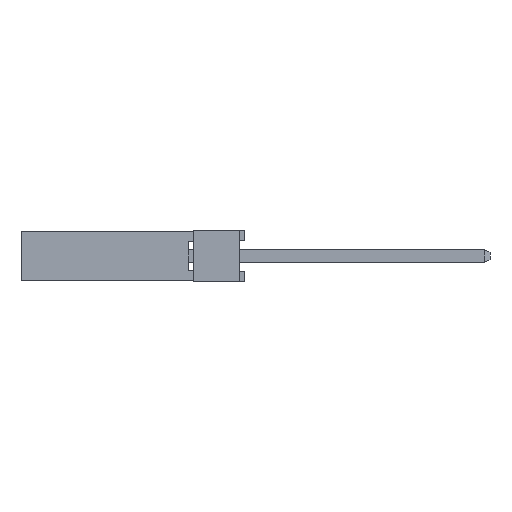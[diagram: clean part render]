
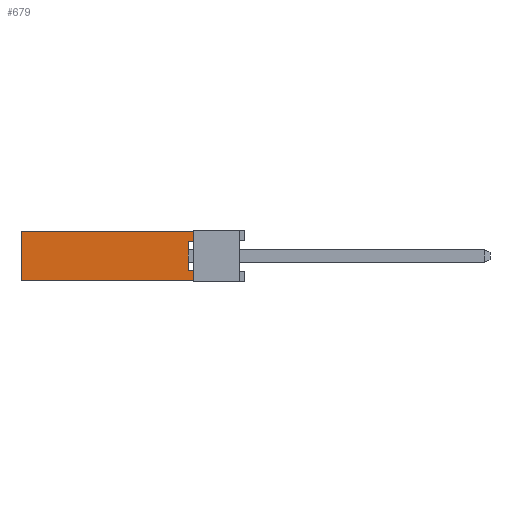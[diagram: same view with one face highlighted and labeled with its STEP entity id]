
A CAD part, left-side view. The second image highlights one B-rep face of the part: STEP entity #679.
In plain terms, the highlighted planar face has unit normal (-1, 0, 0).
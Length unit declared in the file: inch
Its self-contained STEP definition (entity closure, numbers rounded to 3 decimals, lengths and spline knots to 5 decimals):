
#679 = ADVANCED_FACE( '', ( #1785 ), #1786, .F. );
#1785 = FACE_OUTER_BOUND( '', #3365, .T. );
#1786 = PLANE( '', #3366 );
#3365 = EDGE_LOOP( '', ( #5236, #5237, #5238, #5239, #5240, #5241, #5242, #5243 ) );
#3366 = AXIS2_PLACEMENT_3D( '', #5244, #5245, #5246 );
#5236 = ORIENTED_EDGE( '', *, *, #9928, .T. );
#5237 = ORIENTED_EDGE( '', *, *, #9929, .T. );
#5238 = ORIENTED_EDGE( '', *, *, #9930, .F. );
#5239 = ORIENTED_EDGE( '', *, *, #9931, .F. );
#5240 = ORIENTED_EDGE( '', *, *, #9932, .T. );
#5241 = ORIENTED_EDGE( '', *, *, #9933, .T. );
#5242 = ORIENTED_EDGE( '', *, *, #9934, .T. );
#5243 = ORIENTED_EDGE( '', *, *, #9935, .T. );
#5244 = CARTESIAN_POINT( '', ( 0., 0.335, -0.0475 ) );
#5245 = DIRECTION( '', ( 1., 0., 0. ) );
#5246 = DIRECTION( '', ( 0., 0., -1. ) );
#9928 = EDGE_CURVE( '', #12069, #12070, #12071, .T. );
#9929 = EDGE_CURVE( '', #12070, #12072, #12073, .T. );
#9930 = EDGE_CURVE( '', #12074, #12072, #12075, .T. );
#9931 = EDGE_CURVE( '', #12076, #12074, #12077, .T. );
#9932 = EDGE_CURVE( '', #12076, #12078, #12079, .T. );
#9933 = EDGE_CURVE( '', #12078, #12080, #12081, .T. );
#9934 = EDGE_CURVE( '', #12080, #12082, #12083, .T. );
#9935 = EDGE_CURVE( '', #12082, #12069, #12084, .T. );
#12069 = VERTEX_POINT( '', #15130 );
#12070 = VERTEX_POINT( '', #15131 );
#12071 = LINE( '', #15132, #15133 );
#12072 = VERTEX_POINT( '', #15134 );
#12073 = LINE( '', #15135, #15136 );
#12074 = VERTEX_POINT( '', #15137 );
#12075 = LINE( '', #15138, #15139 );
#12076 = VERTEX_POINT( '', #15140 );
#12077 = LINE( '', #15141, #15142 );
#12078 = VERTEX_POINT( '', #15143 );
#12079 = LINE( '', #15144, #15145 );
#12080 = VERTEX_POINT( '', #15146 );
#12081 = LINE( '', #15147, #15148 );
#12082 = VERTEX_POINT( '', #15149 );
#12083 = LINE( '', #15150, #15151 );
#12084 = LINE( '', #15152, #15153 );
#15130 = CARTESIAN_POINT( '', ( 0., 0.01, 0.0275 ) );
#15131 = CARTESIAN_POINT( '', ( 0., 0., 0.0275 ) );
#15132 = CARTESIAN_POINT( '', ( 0., 0.01, 0.0275 ) );
#15133 = VECTOR( '', #18784, 39.37008 );
#15134 = CARTESIAN_POINT( '', ( 0., 0., 0.0475 ) );
#15135 = CARTESIAN_POINT( '', ( 0., 0., -0.0475 ) );
#15136 = VECTOR( '', #18785, 39.37008 );
#15137 = CARTESIAN_POINT( '', ( 0., 0.335, 0.0475 ) );
#15138 = CARTESIAN_POINT( '', ( 0., 0.335, 0.0475 ) );
#15139 = VECTOR( '', #18786, 39.37008 );
#15140 = CARTESIAN_POINT( '', ( 0., 0.335, -0.0475 ) );
#15141 = CARTESIAN_POINT( '', ( 0., 0.335, -0.0475 ) );
#15142 = VECTOR( '', #18787, 39.37008 );
#15143 = CARTESIAN_POINT( '', ( 0., 0., -0.0475 ) );
#15144 = CARTESIAN_POINT( '', ( 0., 0.335, -0.0475 ) );
#15145 = VECTOR( '', #18788, 39.37008 );
#15146 = CARTESIAN_POINT( '', ( 0., 0., -0.0275 ) );
#15147 = CARTESIAN_POINT( '', ( 0., 0., -0.0475 ) );
#15148 = VECTOR( '', #18789, 39.37008 );
#15149 = CARTESIAN_POINT( '', ( 0., 0.01, -0.0275 ) );
#15150 = CARTESIAN_POINT( '', ( 0., 0., -0.0275 ) );
#15151 = VECTOR( '', #18790, 39.37008 );
#15152 = CARTESIAN_POINT( '', ( 0., 0.01, -0.0275 ) );
#15153 = VECTOR( '', #18791, 39.37008 );
#18784 = DIRECTION( '', ( 0., -1., 0. ) );
#18785 = DIRECTION( '', ( 0., 0., 1. ) );
#18786 = DIRECTION( '', ( 0., -1., 0. ) );
#18787 = DIRECTION( '', ( 0., 0., 1. ) );
#18788 = DIRECTION( '', ( 0., -1., 0. ) );
#18789 = DIRECTION( '', ( 0., 0., 1. ) );
#18790 = DIRECTION( '', ( 0., 1., 0. ) );
#18791 = DIRECTION( '', ( 0., 0., 1. ) );
